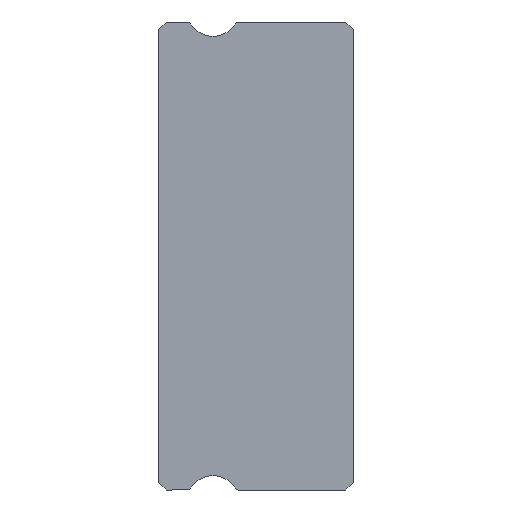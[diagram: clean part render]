
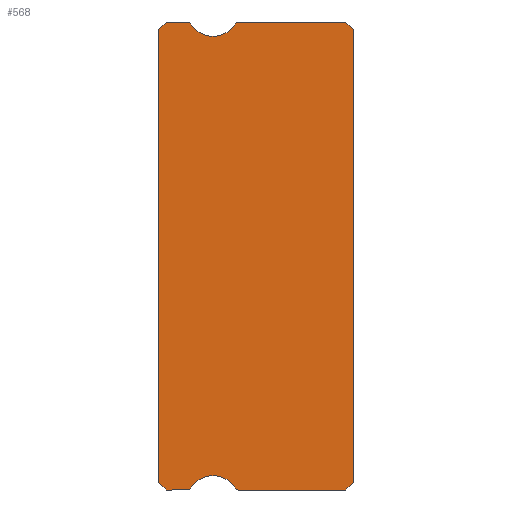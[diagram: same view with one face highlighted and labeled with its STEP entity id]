
A CAD part, left-side view. The second image highlights one B-rep face of the part: STEP entity #568.
In plain terms, the highlighted planar face has unit normal (-1, 0, 0).
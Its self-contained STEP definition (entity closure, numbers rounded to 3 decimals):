
#3 = ORIENTED_EDGE ( 'NONE', *, *, #901, .F. ) ;
#12 = DIRECTION ( 'NONE',  ( 0., 0., -1. ) ) ;
#50 = EDGE_CURVE ( 'NONE', #672, #174, #783, .T. ) ;
#52 = EDGE_CURVE ( 'NONE', #715, #695, #874, .T. ) ;
#54 = CARTESIAN_POINT ( 'NONE',  ( -15., 7.2, -9. ) ) ;
#62 = LINE ( 'NONE', #595, #173 ) ;
#66 = CARTESIAN_POINT ( 'NONE',  ( -15., 6.381, 8.85 ) ) ;
#68 = EDGE_CURVE ( 'NONE', #924, #743, #1103, .T. ) ;
#79 = PLANE ( 'NONE',  #907 ) ;
#80 = CARTESIAN_POINT ( 'NONE',  ( -15., 4.419, 9. ) ) ;
#81 = DIRECTION ( 'NONE',  ( 0., 0., 1. ) ) ;
#83 = CARTESIAN_POINT ( 'NONE',  ( -15., 4.547, -8.928 ) ) ;
#87 = DIRECTION ( 'NONE',  ( -1., 0., 0. ) ) ;
#89 = EDGE_CURVE ( 'NONE', #408, #360, #142, .T. ) ;
#93 = VERTEX_POINT ( 'NONE', #848 ) ;
#98 = CIRCLE ( 'NONE', #208, 0.15 ) ;
#104 = EDGE_CURVE ( 'NONE', #754, #137, #62, .T. ) ;
#112 = VECTOR ( 'NONE', #936, 1000. ) ;
#127 = CARTESIAN_POINT ( 'NONE',  ( -15., 6.381, -9. ) ) ;
#132 = AXIS2_PLACEMENT_3D ( 'NONE', #868, #855, #328 ) ;
#135 = AXIS2_PLACEMENT_3D ( 'NONE', #767, #1118, #427 ) ;
#137 = VERTEX_POINT ( 'NONE', #620 ) ;
#142 = LINE ( 'NONE', #127, #562 ) ;
#161 = ORIENTED_EDGE ( 'NONE', *, *, #50, .F. ) ;
#165 = LINE ( 'NONE', #443, #301 ) ;
#172 = EDGE_CURVE ( 'NONE', #93, #1134, #474, .T. ) ;
#173 = VECTOR ( 'NONE', #942, 1000. ) ;
#174 = VERTEX_POINT ( 'NONE', #1062 ) ;
#176 = EDGE_CURVE ( 'NONE', #867, #408, #257, .T. ) ;
#180 = DIRECTION ( 'NONE',  ( 0., -0.707, -0.707 ) ) ;
#185 = EDGE_CURVE ( 'NONE', #867, #137, #542, .T. ) ;
#207 = AXIS2_PLACEMENT_3D ( 'NONE', #713, #87, #961 ) ;
#208 = AXIS2_PLACEMENT_3D ( 'NONE', #1053, #1033, #267 ) ;
#222 = DIRECTION ( 'NONE',  ( 0., 0., -1. ) ) ;
#257 = LINE ( 'NONE', #449, #512 ) ;
#260 = EDGE_CURVE ( 'NONE', #1011, #515, #165, .T. ) ;
#263 = DIRECTION ( 'NONE',  ( 1., 0., 0. ) ) ;
#267 = DIRECTION ( 'NONE',  ( 0., 0., -1. ) ) ;
#301 = VECTOR ( 'NONE', #789, 1000. ) ;
#314 = ORIENTED_EDGE ( 'NONE', *, *, #630, .F. ) ;
#319 = CARTESIAN_POINT ( 'NONE',  ( -15., 6.381, 8.85 ) ) ;
#328 = DIRECTION ( 'NONE',  ( 0., 0., -1. ) ) ;
#332 = DIRECTION ( 'NONE',  ( 0., -1., 0. ) ) ;
#340 = DIRECTION ( 'NONE',  ( 0., 0., -1. ) ) ;
#344 = VECTOR ( 'NONE', #883, 1000. ) ;
#352 = DIRECTION ( 'NONE',  ( 0., 1., 0. ) ) ;
#357 = LINE ( 'NONE', #426, #344 ) ;
#360 = VERTEX_POINT ( 'NONE', #1076 ) ;
#364 = VECTOR ( 'NONE', #352, 1000. ) ;
#386 = CARTESIAN_POINT ( 'NONE',  ( -15., 0.3, 9. ) ) ;
#408 = VERTEX_POINT ( 'NONE', #54 ) ;
#410 = DIRECTION ( 'NONE',  ( 1., 0., 0. ) ) ;
#416 = ORIENTED_EDGE ( 'NONE', *, *, #176, .T. ) ;
#418 = EDGE_CURVE ( 'NONE', #924, #456, #1003, .T. ) ;
#419 = AXIS2_PLACEMENT_3D ( 'NONE', #319, #410, #222 ) ;
#426 = CARTESIAN_POINT ( 'NONE',  ( -15., 6.381, -9. ) ) ;
#427 = DIRECTION ( 'NONE',  ( 0., 0., -1. ) ) ;
#430 = CARTESIAN_POINT ( 'NONE',  ( -15., 6.253, -8.928 ) ) ;
#443 = CARTESIAN_POINT ( 'NONE',  ( -15., 6.381, 9. ) ) ;
#448 = CARTESIAN_POINT ( 'NONE',  ( -15., 4.419, 8.85 ) ) ;
#449 = CARTESIAN_POINT ( 'NONE',  ( -15., 7.2, -9. ) ) ;
#451 = CARTESIAN_POINT ( 'NONE',  ( -15., 0.3, 9. ) ) ;
#456 = VERTEX_POINT ( 'NONE', #487 ) ;
#473 = ORIENTED_EDGE ( 'NONE', *, *, #1105, .T. ) ;
#474 = CIRCLE ( 'NONE', #207, 1. ) ;
#487 = CARTESIAN_POINT ( 'NONE',  ( -15., 0., 8.7 ) ) ;
#512 = VECTOR ( 'NONE', #180, 1000. ) ;
#515 = VERTEX_POINT ( 'NONE', #451 ) ;
#521 = EDGE_CURVE ( 'NONE', #695, #360, #98, .T. ) ;
#542 = LINE ( 'NONE', #888, #1111 ) ;
#543 = ORIENTED_EDGE ( 'NONE', *, *, #521, .F. ) ;
#546 = VERTEX_POINT ( 'NONE', #684 ) ;
#560 = CIRCLE ( 'NONE', #135, 1. ) ;
#562 = VECTOR ( 'NONE', #332, 1000. ) ;
#563 = ORIENTED_EDGE ( 'NONE', *, *, #418, .T. ) ;
#568 = ADVANCED_FACE ( 'NONE', ( #600 ), #79, .F. ) ;
#570 = ORIENTED_EDGE ( 'NONE', *, *, #89, .T. ) ;
#576 = DIRECTION ( 'NONE',  ( 0., 0., -1. ) ) ;
#595 = CARTESIAN_POINT ( 'NONE',  ( -15., 7.5, 8.7 ) ) ;
#600 = FACE_OUTER_BOUND ( 'NONE', #663, .T. ) ;
#618 = CARTESIAN_POINT ( 'NONE',  ( -15., 7.2, 9. ) ) ;
#620 = CARTESIAN_POINT ( 'NONE',  ( -15., 7.5, 8.7 ) ) ;
#624 = CARTESIAN_POINT ( 'NONE',  ( -15., 4.547, 8.928 ) ) ;
#629 = ORIENTED_EDGE ( 'NONE', *, *, #52, .F. ) ;
#630 = EDGE_CURVE ( 'NONE', #743, #546, #357, .T. ) ;
#644 = ORIENTED_EDGE ( 'NONE', *, *, #185, .F. ) ;
#663 = EDGE_LOOP ( 'NONE', ( #644, #416, #570, #543, #629, #843, #314, #994, #563, #3, #910, #845, #897, #886, #161, #473, #1021 ) ) ;
#672 = VERTEX_POINT ( 'NONE', #1032 ) ;
#673 = DIRECTION ( 'NONE',  ( 0., 0., 1. ) ) ;
#675 = CARTESIAN_POINT ( 'NONE',  ( -15., 5.4, -9.45 ) ) ;
#684 = CARTESIAN_POINT ( 'NONE',  ( -15., 4.419, -9. ) ) ;
#695 = VERTEX_POINT ( 'NONE', #430 ) ;
#701 = EDGE_CURVE ( 'NONE', #546, #715, #1040, .T. ) ;
#713 = CARTESIAN_POINT ( 'NONE',  ( -15., 5.4, 9.45 ) ) ;
#715 = VERTEX_POINT ( 'NONE', #83 ) ;
#732 = CARTESIAN_POINT ( 'NONE',  ( -15., 7.5, -8.7 ) ) ;
#743 = VERTEX_POINT ( 'NONE', #1046 ) ;
#754 = VERTEX_POINT ( 'NONE', #862 ) ;
#767 = CARTESIAN_POINT ( 'NONE',  ( -15., 5.4, 9.45 ) ) ;
#783 = CIRCLE ( 'NONE', #419, 0.15 ) ;
#789 = DIRECTION ( 'NONE',  ( 0., -1., 0. ) ) ;
#814 = VECTOR ( 'NONE', #1091, 1000. ) ;
#840 = CARTESIAN_POINT ( 'NONE',  ( -15., 0., 8.7 ) ) ;
#843 = ORIENTED_EDGE ( 'NONE', *, *, #701, .F. ) ;
#845 = ORIENTED_EDGE ( 'NONE', *, *, #1093, .F. ) ;
#848 = CARTESIAN_POINT ( 'NONE',  ( -15., 5.4, 8.45 ) ) ;
#853 = CIRCLE ( 'NONE', #963, 0.15 ) ;
#855 = DIRECTION ( 'NONE',  ( 1., 0., 0. ) ) ;
#862 = CARTESIAN_POINT ( 'NONE',  ( -15., 7.2, 9. ) ) ;
#867 = VERTEX_POINT ( 'NONE', #732 ) ;
#868 = CARTESIAN_POINT ( 'NONE',  ( -15., 4.419, -8.85 ) ) ;
#874 = CIRCLE ( 'NONE', #1058, 1. ) ;
#883 = DIRECTION ( 'NONE',  ( 0., 1., 0. ) ) ;
#886 = ORIENTED_EDGE ( 'NONE', *, *, #1000, .F. ) ;
#888 = CARTESIAN_POINT ( 'NONE',  ( -15., 7.5, 8.85 ) ) ;
#897 = ORIENTED_EDGE ( 'NONE', *, *, #172, .F. ) ;
#901 = EDGE_CURVE ( 'NONE', #515, #456, #1084, .T. ) ;
#907 = AXIS2_PLACEMENT_3D ( 'NONE', #66, #1139, #340 ) ;
#910 = ORIENTED_EDGE ( 'NONE', *, *, #260, .F. ) ;
#924 = VERTEX_POINT ( 'NONE', #993 ) ;
#931 = CARTESIAN_POINT ( 'NONE',  ( -15., 0., -8.7 ) ) ;
#936 = DIRECTION ( 'NONE',  ( 0., 0.707, -0.707 ) ) ;
#942 = DIRECTION ( 'NONE',  ( 0., 0.707, -0.707 ) ) ;
#961 = DIRECTION ( 'NONE',  ( 0., 0., -1. ) ) ;
#963 = AXIS2_PLACEMENT_3D ( 'NONE', #448, #263, #12 ) ;
#966 = VECTOR ( 'NONE', #673, 1000. ) ;
#976 = LINE ( 'NONE', #618, #364 ) ;
#993 = CARTESIAN_POINT ( 'NONE',  ( -15., 0., -8.7 ) ) ;
#994 = ORIENTED_EDGE ( 'NONE', *, *, #68, .F. ) ;
#1000 = EDGE_CURVE ( 'NONE', #174, #93, #560, .T. ) ;
#1003 = LINE ( 'NONE', #840, #966 ) ;
#1011 = VERTEX_POINT ( 'NONE', #80 ) ;
#1021 = ORIENTED_EDGE ( 'NONE', *, *, #104, .T. ) ;
#1025 = DIRECTION ( 'NONE',  ( -1., 0., 0. ) ) ;
#1032 = CARTESIAN_POINT ( 'NONE',  ( -15., 6.381, 9. ) ) ;
#1033 = DIRECTION ( 'NONE',  ( 1., 0., 0. ) ) ;
#1040 = CIRCLE ( 'NONE', #132, 0.15 ) ;
#1046 = CARTESIAN_POINT ( 'NONE',  ( -15., 0.3, -9. ) ) ;
#1053 = CARTESIAN_POINT ( 'NONE',  ( -15., 6.381, -8.85 ) ) ;
#1058 = AXIS2_PLACEMENT_3D ( 'NONE', #675, #1025, #576 ) ;
#1062 = CARTESIAN_POINT ( 'NONE',  ( -15., 6.253, 8.928 ) ) ;
#1076 = CARTESIAN_POINT ( 'NONE',  ( -15., 6.381, -9. ) ) ;
#1084 = LINE ( 'NONE', #386, #814 ) ;
#1091 = DIRECTION ( 'NONE',  ( 0., -0.707, -0.707 ) ) ;
#1093 = EDGE_CURVE ( 'NONE', #1134, #1011, #853, .T. ) ;
#1103 = LINE ( 'NONE', #931, #112 ) ;
#1105 = EDGE_CURVE ( 'NONE', #672, #754, #976, .T. ) ;
#1111 = VECTOR ( 'NONE', #81, 1000. ) ;
#1118 = DIRECTION ( 'NONE',  ( -1., 0., 0. ) ) ;
#1134 = VERTEX_POINT ( 'NONE', #624 ) ;
#1139 = DIRECTION ( 'NONE',  ( 1., 0., 0. ) ) ;
